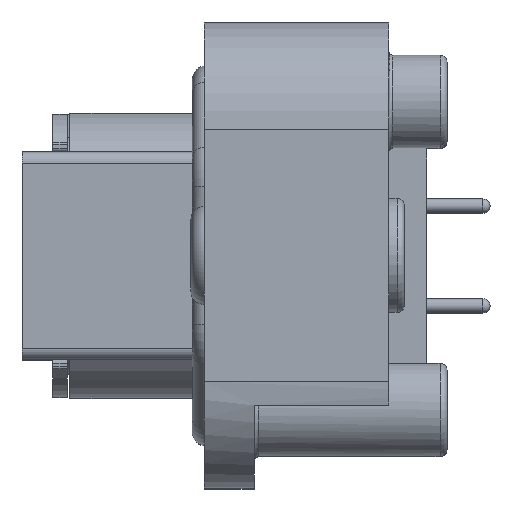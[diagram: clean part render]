
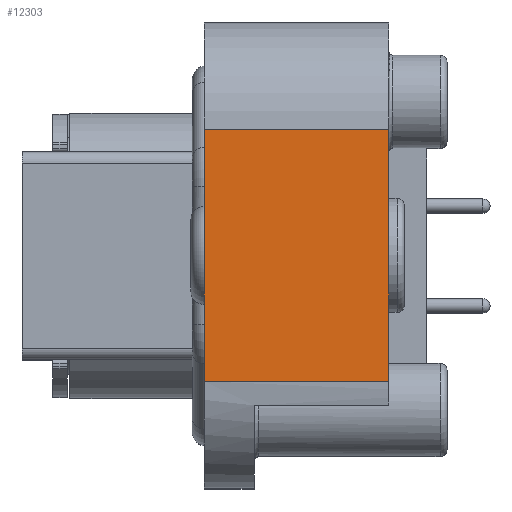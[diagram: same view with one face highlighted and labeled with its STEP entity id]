
A CAD part, top view. The second image highlights one B-rep face of the part: STEP entity #12303.
In plain terms, the highlighted planar face has unit normal (0, 0, 1).
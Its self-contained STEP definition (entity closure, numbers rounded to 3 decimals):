
#1413=ORIENTED_EDGE('',*,*,#3820,.F.);
#1414=ORIENTED_EDGE('',*,*,#3821,.T.);
#1415=ORIENTED_EDGE('',*,*,#3706,.T.);
#1416=ORIENTED_EDGE('',*,*,#3822,.F.);
#3706=EDGE_CURVE('',#4891,#4892,#5719,.T.);
#3820=EDGE_CURVE('',#4991,#4992,#5793,.T.);
#3821=EDGE_CURVE('',#4991,#4891,#5794,.T.);
#3822=EDGE_CURVE('',#4992,#4892,#5795,.T.);
#4891=VERTEX_POINT('',#17346);
#4892=VERTEX_POINT('',#17347);
#4991=VERTEX_POINT('',#17616);
#4992=VERTEX_POINT('',#17617);
#5719=LINE('',#17345,#6621);
#5793=LINE('',#17615,#6695);
#5794=LINE('',#17618,#6696);
#5795=LINE('',#17619,#6697);
#6621=VECTOR('',#14349,1000.);
#6695=VECTOR('',#14515,1000.);
#6696=VECTOR('',#14516,1000.);
#6697=VECTOR('',#14517,1000.);
#7235=EDGE_LOOP('',(#1413,#1414,#1415,#1416));
#7844=FACE_BOUND('',#7235,.T.);
#8417=PLANE('',#12958);
#12303=ADVANCED_FACE('',(#7844),#8417,.F.);
#12958=AXIS2_PLACEMENT_3D('',#17614,#14513,#14514);
#14349=DIRECTION('',(0.,-1.,0.));
#14513=DIRECTION('',(0.,0.,-1.));
#14514=DIRECTION('',(-1.,0.,0.));
#14515=DIRECTION('',(0.,-1.,0.));
#14516=DIRECTION('',(-1.,0.,0.));
#14517=DIRECTION('',(-1.,0.,0.));
#17345=CARTESIAN_POINT('',(0.,8.95,26.28));
#17346=CARTESIAN_POINT('',(0.,8.95,26.28));
#17347=CARTESIAN_POINT('',(0.,-8.95,26.28));
#17614=CARTESIAN_POINT('',(15.8,8.95,26.28));
#17615=CARTESIAN_POINT('',(13.1,16.55,26.28));
#17616=CARTESIAN_POINT('',(13.1,8.95,26.28));
#17617=CARTESIAN_POINT('',(13.1,-8.95,26.28));
#17618=CARTESIAN_POINT('',(15.8,8.95,26.28));
#17619=CARTESIAN_POINT('',(15.8,-8.95,26.28));
